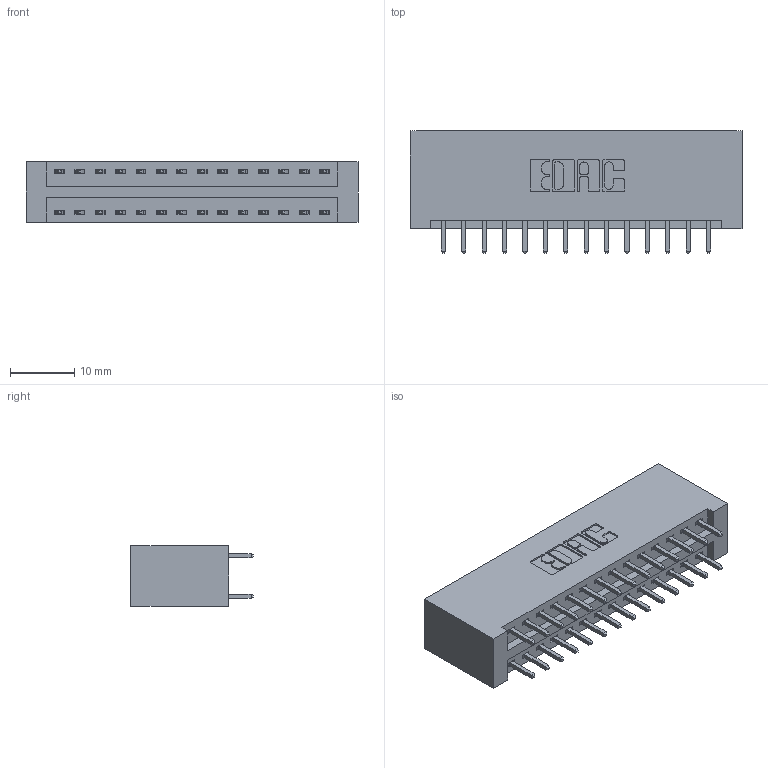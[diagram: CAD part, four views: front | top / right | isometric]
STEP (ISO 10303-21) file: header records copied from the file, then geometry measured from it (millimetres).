
FILE_DESCRIPTION (( 'STEP AP203' ), '1' );
FILE_NAME ('346-028-521-201.STEP', '2018-08-22T01:02:02', ( '' ), ( '' ), 'SwSTEP 2.0', 'SolidWorks 2016', '' );
FILE_SCHEMA (( 'CONFIG_CONTROL_DESIGN' ));
Length unit declared in the file: inch
Products named in the file (3): 346 Part_No Mounting Lugs; 345-292-001_345-293-121; 346-028-521-201
Assembly tree (29 placements, depth 2):
  346-028-521-201
    346 Part_No Mounting Lugs
    345-292-001_345-293-121  x28
Bounding box: 51.69 x 19.05 x 9.4 mm (x, y, z)
Volume: 5384.7 mm3; surface area: 7047.8 mm2
Topology: 29 solids, 29 shells, 1570 faces, 4645 edges, 3058 vertices
Faces by surface type: plane 1052, cylinder 518
Entity records: 12647 total; most frequent: CARTESIAN_POINT 2120, ORIENTED_EDGE 2054, DIRECTION 1915, EDGE_CURVE 1027, LINE 847, VECTOR 847, VERTEX_POINT 682, AXIS2_PLACEMENT_3D 534
